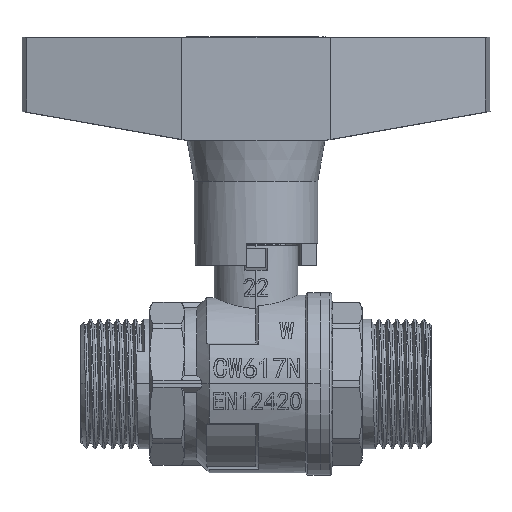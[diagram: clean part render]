
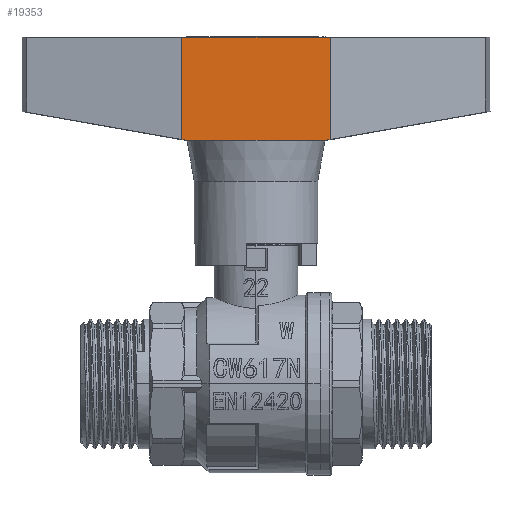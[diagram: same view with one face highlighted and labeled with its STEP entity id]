
A CAD part, top view. The second image highlights one B-rep face of the part: STEP entity #19353.
In plain terms, the highlighted face is planar.
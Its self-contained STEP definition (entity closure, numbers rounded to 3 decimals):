
#1697=LINE('',#65838,#2845);
#1713=LINE('',#65883,#2861);
#1750=LINE('',#66025,#2898);
#1756=LINE('',#66035,#2904);
#1770=LINE('',#66081,#2918);
#1772=LINE('',#66085,#2920);
#2845=VECTOR('',#24080,1000.);
#2861=VECTOR('',#24112,1000.);
#2898=VECTOR('',#24259,1000.);
#2904=VECTOR('',#24267,1000.);
#2918=VECTOR('',#24311,1000.);
#2920=VECTOR('',#24315,1000.);
#3681=PLANE('',#20932);
#8330=ORIENTED_EDGE('',*,*,#12104,.F.);
#8331=ORIENTED_EDGE('',*,*,#12078,.F.);
#8332=ORIENTED_EDGE('',*,*,#12084,.F.);
#8333=ORIENTED_EDGE('',*,*,#11991,.F.);
#8334=ORIENTED_EDGE('',*,*,#12011,.F.);
#8335=ORIENTED_EDGE('',*,*,#12106,.T.);
#11991=EDGE_CURVE('',#14253,#14251,#1697,.T.);
#12011=EDGE_CURVE('',#14266,#14253,#1713,.T.);
#12078=EDGE_CURVE('',#14305,#14307,#1750,.T.);
#12084=EDGE_CURVE('',#14251,#14305,#1756,.T.);
#12104=EDGE_CURVE('',#14307,#14317,#1770,.T.);
#12106=EDGE_CURVE('',#14266,#14317,#1772,.T.);
#14251=VERTEX_POINT('',#65833);
#14253=VERTEX_POINT('',#65837);
#14266=VERTEX_POINT('',#65882);
#14305=VERTEX_POINT('',#66023);
#14307=VERTEX_POINT('',#66026);
#14317=VERTEX_POINT('',#66082);
#16829=EDGE_LOOP('',(#8330,#8331,#8332,#8333,#8334,#8335));
#18043=FACE_BOUND('',#16829,.T.);
#19353=ADVANCED_FACE('',(#18043),#3681,.F.);
#20932=AXIS2_PLACEMENT_3D('',#66086,#24316,#24317);
#24080=DIRECTION('',(0.,0.,1.));
#24112=DIRECTION('',(-1.,0.,0.));
#24259=DIRECTION('',(1.,0.,0.));
#24267=DIRECTION('',(0.985,0.,0.174));
#24311=DIRECTION('',(0.985,0.,-0.174));
#24315=DIRECTION('',(0.,0.,1.));
#24316=DIRECTION('',(0.,1.,0.));
#24317=DIRECTION('',(1.,0.,0.));
#65833=CARTESIAN_POINT('',(-15.,-14.,20.731));
#65837=CARTESIAN_POINT('',(-15.,-14.,0.));
#65838=CARTESIAN_POINT('',(-15.,-14.,0.));
#65882=CARTESIAN_POINT('',(15.,-14.,0.));
#65883=CARTESIAN_POINT('',(15.,-14.,0.));
#66023=CARTESIAN_POINT('',(-14.,-14.,20.907));
#66025=CARTESIAN_POINT('',(-14.,-14.,20.907));
#66026=CARTESIAN_POINT('',(14.,-14.,20.907));
#66035=CARTESIAN_POINT('',(-15.,-14.,20.731));
#66081=CARTESIAN_POINT('',(14.,-14.,20.907));
#66082=CARTESIAN_POINT('',(15.,-14.,20.731));
#66085=CARTESIAN_POINT('',(15.,-14.,0.));
#66086=CARTESIAN_POINT('',(0.,-14.,0.));
